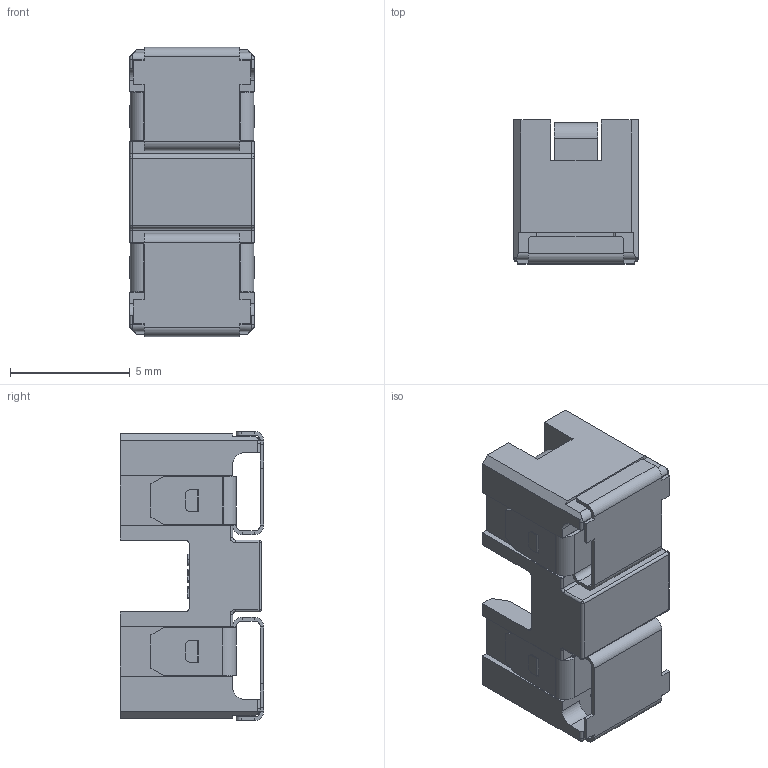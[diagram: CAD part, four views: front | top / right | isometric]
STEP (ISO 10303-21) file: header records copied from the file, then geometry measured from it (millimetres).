
FILE_DESCRIPTION(('FreeCAD Model'),'2;1');
FILE_NAME('0031-7701-11_AP103.STEP','2017-01-03T02:51:00',('Author'),(''), 'Open CASCADE STEP processor 6.8','FreeCAD','Unknown');
FILE_SCHEMA(('CONFIG_CONTROL_DESIGN','SHAPE_APPEARANCE_LAYER_MIM'));
Length unit declared in the file: millimetre
Products named in the file (2): ASSEMBLY; 0031-7701-11
Assembly tree (1 placements, depth 2):
  ASSEMBLY
    0031-7701-11
Bounding box: 5.2 x 6 x 12.08 mm (x, y, z)
Volume: 177.4 mm3; surface area: 585.8 mm2
Topology: 1 solids, 1 shells, 430 faces, 1144 edges, 708 vertices
Faces by surface type: plane 294, cylinder 94, bspline 26, torus 12, sphere 4
Entity records: 43987 total; most frequent: CARTESIAN_POINT 19310, DIRECTION 3664, LINE 2444, VECTOR 2444, ORIENTED_EDGE 2280, PCURVE 2280, DEFINITIONAL_REPRESENTATION 2280, EDGE_CURVE 1140
